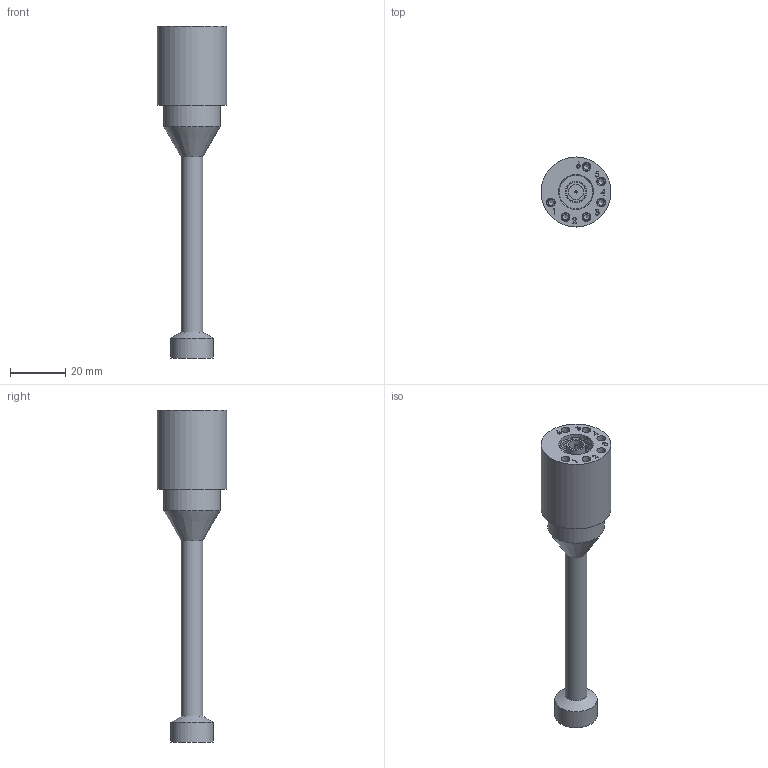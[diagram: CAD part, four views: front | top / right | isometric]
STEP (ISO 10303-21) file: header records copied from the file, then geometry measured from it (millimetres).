
FILE_DESCRIPTION(/* description */ (''),/* implementation_level */ '2;1');
FILE_NAME(/* name */ 'HF75CXDC6F.stp',/* time_stamp */ '2017-02-21T09:58:15+01:00',/* author */ ('sh'),/* organization */ (''),/* preprocessor_version */ 'ST-DEVELOPER v15.2',/* originating_system */ 'Autodesk Inventor 2014',/* authorisation */ '');
FILE_SCHEMA (('AUTOMOTIVE_DESIGN { 1 0 10303 214 3 1 1 }'));
Length unit declared in the file: inch
Products named in the file (1): HF75CXDC6F
Bounding box: 25.4 x 25.4 x 120.61 mm (x, y, z)
Volume: 22410.7 mm3; surface area: 11332.1 mm2
Topology: 16 solids, 16 shells, 443 faces, 1058 edges, 684 vertices
Faces by surface type: plane 202, cylinder 81, torus 73, cone 50, bspline 37
Full cylindrical faces by diameter (mm): 0.762 x1, 1.321 x6, 2.032 x6, 2.037 x6, 2.057 x6, 2.743 x12, 2.794 x6, 2.845 x1, 3.151 x1, 3.175 x18, 3.759 x1, 5.588 x1, 6.858 x1, 6.909 x1, 6.96 x1, 7.493 x1, 7.874 x2, 7.938 x1, 8.484 x1, 12.7 x5, 15.494 x1, 20.574 x1, 25.4 x1
Entity records: 13767 total; most frequent: CARTESIAN_POINT 4343, DIRECTION 1942, ORIENTED_EDGE 1712, EDGE_CURVE 856, AXIS2_PLACEMENT_3D 801, EDGE_LOOP 650, VERTEX_POINT 638, FACE_OUTER_BOUND 443
